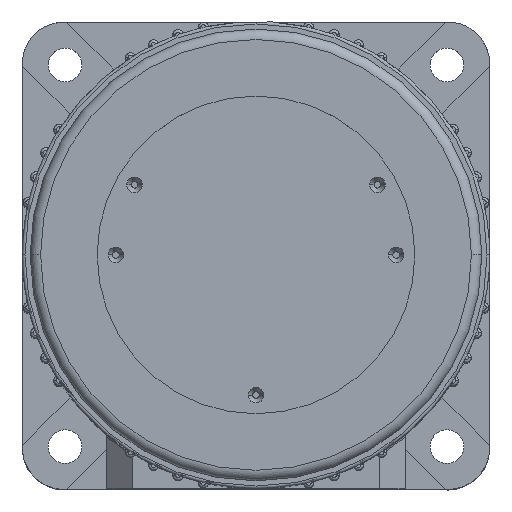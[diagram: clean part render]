
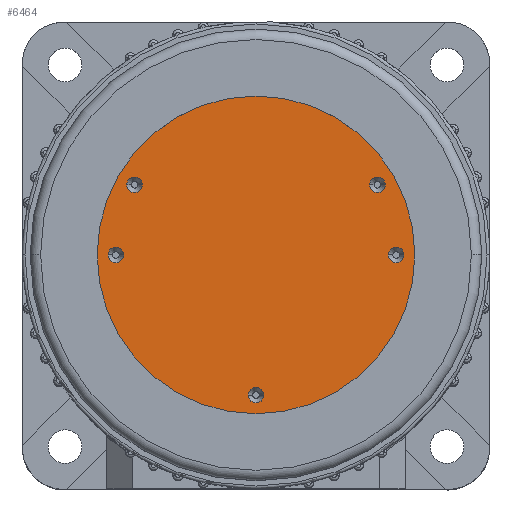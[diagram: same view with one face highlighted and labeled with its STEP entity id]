
A CAD part, top view. The second image highlights one B-rep face of the part: STEP entity #6464.
In plain terms, the highlighted planar face has unit normal (0, 0, 1).
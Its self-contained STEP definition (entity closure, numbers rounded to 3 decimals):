
#22 = FACE_BOUND ( 'NONE', #3889, .T. ) ;
#83 = EDGE_CURVE ( 'NONE', #2647, #10387, #6583, .T. ) ;
#307 = AXIS2_PLACEMENT_3D ( 'NONE', #1974, #7837, #2825 ) ;
#336 = DIRECTION ( 'NONE',  ( 1., 0., 0. ) ) ;
#401 = DIRECTION ( 'NONE',  ( 0., 0., 1. ) ) ;
#520 = AXIS2_PLACEMENT_3D ( 'NONE', #9844, #4843, #10692 ) ;
#562 = EDGE_LOOP ( 'NONE', ( #5285, #3984 ) ) ;
#624 = AXIS2_PLACEMENT_3D ( 'NONE', #10868, #5838, #830 ) ;
#830 = DIRECTION ( 'NONE',  ( 1., 0., 0. ) ) ;
#914 = CARTESIAN_POINT ( 'NONE',  ( 1.5, -27., 96. ) ) ;
#1032 = CARTESIAN_POINT ( 'NONE',  ( 21.883, 13.5, 96. ) ) ;
#1078 = ORIENTED_EDGE ( 'NONE', *, *, #8849, .F. ) ;
#1131 = EDGE_LOOP ( 'NONE', ( #1809, #10536 ) ) ;
#1200 = EDGE_CURVE ( 'NONE', #10248, #3504, #4549, .T. ) ;
#1223 = CIRCLE ( 'NONE', #624, 1.5 ) ;
#1248 = EDGE_CURVE ( 'NONE', #4429, #4442, #8478, .T. ) ;
#1379 = CARTESIAN_POINT ( 'NONE',  ( -23.383, 13.5, 96. ) ) ;
#1563 = ORIENTED_EDGE ( 'NONE', *, *, #2501, .F. ) ;
#1742 = CARTESIAN_POINT ( 'NONE',  ( 25.5, 0., 96. ) ) ;
#1809 = ORIENTED_EDGE ( 'NONE', *, *, #83, .T. ) ;
#1848 = CARTESIAN_POINT ( 'NONE',  ( 30.6, 0., 96. ) ) ;
#1901 = CARTESIAN_POINT ( 'NONE',  ( -24.883, 13.5, 96. ) ) ;
#1974 = CARTESIAN_POINT ( 'NONE',  ( 0., 0., 96. ) ) ;
#2177 = AXIS2_PLACEMENT_3D ( 'NONE', #8651, #3635, #9470 ) ;
#2229 = DIRECTION ( 'NONE',  ( 1., 0., 0. ) ) ;
#2248 = FACE_BOUND ( 'NONE', #5311, .T. ) ;
#2312 = CARTESIAN_POINT ( 'NONE',  ( 0., 0., 96. ) ) ;
#2343 = CARTESIAN_POINT ( 'NONE',  ( -23.383, 13.5, 96. ) ) ;
#2375 = ORIENTED_EDGE ( 'NONE', *, *, #7160, .F. ) ;
#2501 = EDGE_CURVE ( 'NONE', #10704, #2685, #3281, .T. ) ;
#2647 = VERTEX_POINT ( 'NONE', #1848 ) ;
#2685 = VERTEX_POINT ( 'NONE', #1032 ) ;
#2782 = CARTESIAN_POINT ( 'NONE',  ( 24.883, 13.5, 96. ) ) ;
#2825 = DIRECTION ( 'NONE',  ( 1., 0., 0. ) ) ;
#3001 = AXIS2_PLACEMENT_3D ( 'NONE', #3645, #9481, #4493 ) ;
#3158 = DIRECTION ( 'NONE',  ( 1., 0., 0. ) ) ;
#3184 = DIRECTION ( 'NONE',  ( 1., 0., 0. ) ) ;
#3196 = CARTESIAN_POINT ( 'NONE',  ( 23.383, 13.5, 96. ) ) ;
#3281 = CIRCLE ( 'NONE', #3849, 1.5 ) ;
#3412 = CIRCLE ( 'NONE', #520, 1.5 ) ;
#3504 = VERTEX_POINT ( 'NONE', #5257 ) ;
#3512 = EDGE_CURVE ( 'NONE', #10355, #5672, #4318, .T. ) ;
#3635 = DIRECTION ( 'NONE',  ( 0., 0., 1. ) ) ;
#3645 = CARTESIAN_POINT ( 'NONE',  ( -27., 0., 96. ) ) ;
#3674 = PLANE ( 'NONE',  #7500 ) ;
#3849 = AXIS2_PLACEMENT_3D ( 'NONE', #3196, #9050, #4053 ) ;
#3889 = EDGE_LOOP ( 'NONE', ( #5082, #1078 ) ) ;
#3984 = ORIENTED_EDGE ( 'NONE', *, *, #1200, .F. ) ;
#4053 = DIRECTION ( 'NONE',  ( 1., 0., 0. ) ) ;
#4062 = CARTESIAN_POINT ( 'NONE',  ( 23.383, 13.5, 96. ) ) ;
#4079 = CARTESIAN_POINT ( 'NONE',  ( 0., -27., 96. ) ) ;
#4318 = CIRCLE ( 'NONE', #3001, 1.5 ) ;
#4323 = EDGE_CURVE ( 'NONE', #3504, #10248, #9135, .T. ) ;
#4429 = VERTEX_POINT ( 'NONE', #914 ) ;
#4442 = VERTEX_POINT ( 'NONE', #5919 ) ;
#4493 = DIRECTION ( 'NONE',  ( 1., 0., 0. ) ) ;
#4549 = CIRCLE ( 'NONE', #5104, 1.5 ) ;
#4650 = CARTESIAN_POINT ( 'NONE',  ( -30.6, 0., 96. ) ) ;
#4786 = EDGE_CURVE ( 'NONE', #7566, #8532, #1223, .T. ) ;
#4843 = DIRECTION ( 'NONE',  ( 0., 0., 1. ) ) ;
#4891 = DIRECTION ( 'NONE',  ( 1., 0., 0. ) ) ;
#4902 = DIRECTION ( 'NONE',  ( 1., 0., 0. ) ) ;
#5082 = ORIENTED_EDGE ( 'NONE', *, *, #4786, .F. ) ;
#5104 = AXIS2_PLACEMENT_3D ( 'NONE', #2343, #8194, #3184 ) ;
#5190 = ORIENTED_EDGE ( 'NONE', *, *, #8641, .F. ) ;
#5257 = CARTESIAN_POINT ( 'NONE',  ( -21.883, 13.5, 96. ) ) ;
#5285 = ORIENTED_EDGE ( 'NONE', *, *, #4323, .F. ) ;
#5311 = EDGE_LOOP ( 'NONE', ( #10058, #5190 ) ) ;
#5321 = CARTESIAN_POINT ( 'NONE',  ( 0., 0., 96. ) ) ;
#5354 = DIRECTION ( 'NONE',  ( 0., 0., 1. ) ) ;
#5359 = CIRCLE ( 'NONE', #10847, 30.6 ) ;
#5409 = CARTESIAN_POINT ( 'NONE',  ( -27., 0., 96. ) ) ;
#5476 = EDGE_LOOP ( 'NONE', ( #1563, #7149 ) ) ;
#5672 = VERTEX_POINT ( 'NONE', #10725 ) ;
#5838 = DIRECTION ( 'NONE',  ( 0., 0., 1. ) ) ;
#5919 = CARTESIAN_POINT ( 'NONE',  ( -1.5, -27., 96. ) ) ;
#6198 = AXIS2_PLACEMENT_3D ( 'NONE', #4079, #9904, #4902 ) ;
#6252 = DIRECTION ( 'NONE',  ( 1., 0., 0. ) ) ;
#6279 = CARTESIAN_POINT ( 'NONE',  ( -28.5, 0., 96. ) ) ;
#6282 = AXIS2_PLACEMENT_3D ( 'NONE', #5409, #401, #6252 ) ;
#6433 = FACE_OUTER_BOUND ( 'NONE', #1131, .T. ) ;
#6464 = ADVANCED_FACE ( 'NONE', ( #8921, #6706, #2248, #22, #8661, #6433 ), #3674, .T. ) ;
#6583 = CIRCLE ( 'NONE', #307, 30.6 ) ;
#6587 = EDGE_LOOP ( 'NONE', ( #2375, #8631 ) ) ;
#6706 = FACE_BOUND ( 'NONE', #562, .T. ) ;
#7149 = ORIENTED_EDGE ( 'NONE', *, *, #8375, .F. ) ;
#7160 = EDGE_CURVE ( 'NONE', #5672, #10355, #7861, .T. ) ;
#7199 = CIRCLE ( 'NONE', #2177, 1.5 ) ;
#7240 = DIRECTION ( 'NONE',  ( 0., 0., 1. ) ) ;
#7500 = AXIS2_PLACEMENT_3D ( 'NONE', #5321, #5354, #336 ) ;
#7566 = VERTEX_POINT ( 'NONE', #9323 ) ;
#7837 = DIRECTION ( 'NONE',  ( 0., 0., 1. ) ) ;
#7861 = CIRCLE ( 'NONE', #6282, 1.5 ) ;
#7979 = AXIS2_PLACEMENT_3D ( 'NONE', #1379, #7240, #2229 ) ;
#8164 = DIRECTION ( 'NONE',  ( 0., 0., 1. ) ) ;
#8194 = DIRECTION ( 'NONE',  ( 0., 0., 1. ) ) ;
#8375 = EDGE_CURVE ( 'NONE', #2685, #10704, #9040, .T. ) ;
#8478 = CIRCLE ( 'NONE', #6198, 1.5 ) ;
#8532 = VERTEX_POINT ( 'NONE', #1742 ) ;
#8631 = ORIENTED_EDGE ( 'NONE', *, *, #3512, .F. ) ;
#8641 = EDGE_CURVE ( 'NONE', #4442, #4429, #7199, .T. ) ;
#8651 = CARTESIAN_POINT ( 'NONE',  ( 0., -27., 96. ) ) ;
#8661 = FACE_BOUND ( 'NONE', #6587, .T. ) ;
#8846 = EDGE_CURVE ( 'NONE', #10387, #2647, #5359, .T. ) ;
#8849 = EDGE_CURVE ( 'NONE', #8532, #7566, #3412, .T. ) ;
#8921 = FACE_BOUND ( 'NONE', #5476, .T. ) ;
#9040 = CIRCLE ( 'NONE', #9327, 1.5 ) ;
#9050 = DIRECTION ( 'NONE',  ( 0., 0., 1. ) ) ;
#9135 = CIRCLE ( 'NONE', #7979, 1.5 ) ;
#9323 = CARTESIAN_POINT ( 'NONE',  ( 28.5, 0., 96. ) ) ;
#9327 = AXIS2_PLACEMENT_3D ( 'NONE', #4062, #9883, #4891 ) ;
#9470 = DIRECTION ( 'NONE',  ( 1., 0., 0. ) ) ;
#9481 = DIRECTION ( 'NONE',  ( 0., 0., 1. ) ) ;
#9844 = CARTESIAN_POINT ( 'NONE',  ( 27., 0., 96. ) ) ;
#9883 = DIRECTION ( 'NONE',  ( 0., 0., 1. ) ) ;
#9904 = DIRECTION ( 'NONE',  ( 0., 0., 1. ) ) ;
#10058 = ORIENTED_EDGE ( 'NONE', *, *, #1248, .F. ) ;
#10248 = VERTEX_POINT ( 'NONE', #1901 ) ;
#10355 = VERTEX_POINT ( 'NONE', #6279 ) ;
#10387 = VERTEX_POINT ( 'NONE', #4650 ) ;
#10536 = ORIENTED_EDGE ( 'NONE', *, *, #8846, .T. ) ;
#10692 = DIRECTION ( 'NONE',  ( 1., 0., 0. ) ) ;
#10704 = VERTEX_POINT ( 'NONE', #2782 ) ;
#10725 = CARTESIAN_POINT ( 'NONE',  ( -25.5, 0., 96. ) ) ;
#10847 = AXIS2_PLACEMENT_3D ( 'NONE', #2312, #8164, #3158 ) ;
#10868 = CARTESIAN_POINT ( 'NONE',  ( 27., 0., 96. ) ) ;
